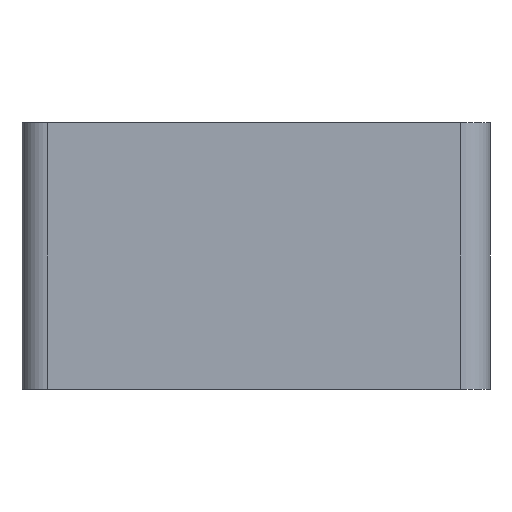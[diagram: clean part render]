
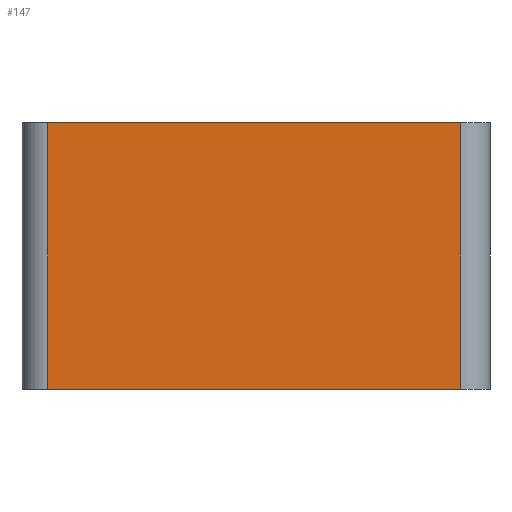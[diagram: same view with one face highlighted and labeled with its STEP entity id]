
A CAD part, front view. The second image highlights one B-rep face of the part: STEP entity #147.
In plain terms, the highlighted planar face has unit normal (0, -1, 0).
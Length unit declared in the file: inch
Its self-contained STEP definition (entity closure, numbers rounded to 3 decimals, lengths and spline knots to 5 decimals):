
#1 = LINE ( 'NONE', #405, #139 ) ;
#29 = VERTEX_POINT ( 'NONE', #174 ) ;
#45 = CARTESIAN_POINT ( 'NONE',  ( -3.47745, -0.39867, -3.7 ) ) ;
#48 = ORIENTED_EDGE ( 'NONE', *, *, #283, .T. ) ;
#80 = CARTESIAN_POINT ( 'NONE',  ( 2.26132, -0.39867, 0. ) ) ;
#96 = CARTESIAN_POINT ( 'NONE',  ( -3.47745, -0.39867, -3.7 ) ) ;
#105 = CARTESIAN_POINT ( 'NONE',  ( -3.47745, -0.39867, 0. ) ) ;
#110 = DIRECTION ( 'NONE',  ( 1., 0., 0. ) ) ;
#130 = ORIENTED_EDGE ( 'NONE', *, *, #507, .F. ) ;
#134 = LINE ( 'NONE', #96, #212 ) ;
#139 = VECTOR ( 'NONE', #246, 39.37008 ) ;
#147 = ADVANCED_FACE ( 'NONE', ( #307 ), #473, .T. ) ;
#156 = DIRECTION ( 'NONE',  ( 0., -1., 0. ) ) ;
#174 = CARTESIAN_POINT ( 'NONE',  ( 2.26132, -0.39867, -3.7 ) ) ;
#192 = VECTOR ( 'NONE', #197, 39.37008 ) ;
#197 = DIRECTION ( 'NONE',  ( 0., 0., 1. ) ) ;
#204 = LINE ( 'NONE', #45, #458 ) ;
#207 = DIRECTION ( 'NONE',  ( 1., 0., 0. ) ) ;
#212 = VECTOR ( 'NONE', #221, 39.37008 ) ;
#215 = VERTEX_POINT ( 'NONE', #105 ) ;
#221 = DIRECTION ( 'NONE',  ( 0., 0., 1. ) ) ;
#236 = AXIS2_PLACEMENT_3D ( 'NONE', #427, #156, #110 ) ;
#246 = DIRECTION ( 'NONE',  ( 1., 0., 0. ) ) ;
#248 = CARTESIAN_POINT ( 'NONE',  ( -3.47745, -0.39867, -3.7 ) ) ;
#262 = LINE ( 'NONE', #357, #192 ) ;
#276 = ORIENTED_EDGE ( 'NONE', *, *, #419, .T. ) ;
#283 = EDGE_CURVE ( 'NONE', #29, #485, #262, .T. ) ;
#307 = FACE_OUTER_BOUND ( 'NONE', #354, .T. ) ;
#351 = EDGE_CURVE ( 'NONE', #215, #485, #1, .T. ) ;
#354 = EDGE_LOOP ( 'NONE', ( #525, #130, #276, #48 ) ) ;
#357 = CARTESIAN_POINT ( 'NONE',  ( 2.26132, -0.39867, -3.7 ) ) ;
#405 = CARTESIAN_POINT ( 'NONE',  ( -3.47745, -0.39867, 0. ) ) ;
#419 = EDGE_CURVE ( 'NONE', #436, #29, #204, .T. ) ;
#427 = CARTESIAN_POINT ( 'NONE',  ( -3.47745, -0.39867, -3.7 ) ) ;
#436 = VERTEX_POINT ( 'NONE', #248 ) ;
#458 = VECTOR ( 'NONE', #207, 39.37008 ) ;
#473 = PLANE ( 'NONE',  #236 ) ;
#485 = VERTEX_POINT ( 'NONE', #80 ) ;
#507 = EDGE_CURVE ( 'NONE', #436, #215, #134, .T. ) ;
#525 = ORIENTED_EDGE ( 'NONE', *, *, #351, .F. ) ;
